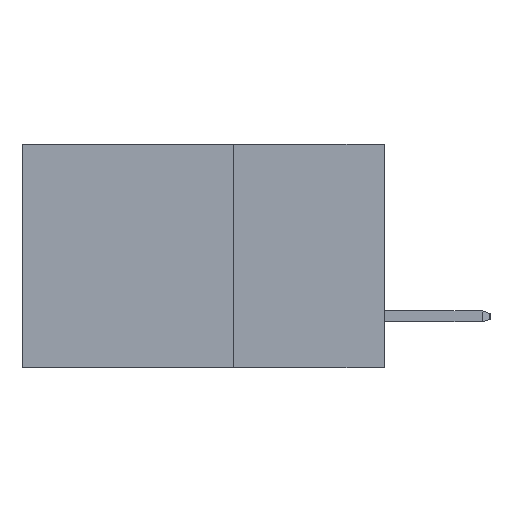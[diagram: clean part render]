
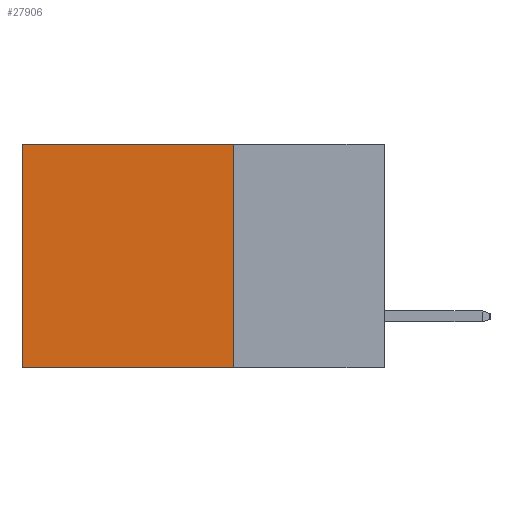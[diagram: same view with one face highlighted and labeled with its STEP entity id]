
A CAD part, left-side view. The second image highlights one B-rep face of the part: STEP entity #27906.
In plain terms, the highlighted planar face has unit normal (-1, 0, 0).
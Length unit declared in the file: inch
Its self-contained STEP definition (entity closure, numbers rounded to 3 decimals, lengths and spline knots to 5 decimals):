
#391 = CARTESIAN_POINT ( 'NONE',  ( 0.298, 0.6, 0. ) ) ;
#982 = CARTESIAN_POINT ( 'NONE',  ( 0.298, 0.25, -0.37 ) ) ;
#2716 = DIRECTION ( 'NONE',  ( 0., 0., -1. ) ) ;
#4177 = VERTEX_POINT ( 'NONE', #22148 ) ;
#6177 = CARTESIAN_POINT ( 'NONE',  ( 0.298, 0.25, 0. ) ) ;
#6291 = PLANE ( 'NONE',  #6578 ) ;
#6502 = ORIENTED_EDGE ( 'NONE', *, *, #19610, .F. ) ;
#6578 = AXIS2_PLACEMENT_3D ( 'NONE', #6177, #11334, #28530 ) ;
#6621 = DIRECTION ( 'NONE',  ( 0., 1., 0. ) ) ;
#6909 = CARTESIAN_POINT ( 'NONE',  ( 0.298, 0.25, 0. ) ) ;
#8042 = LINE ( 'NONE', #20826, #20569 ) ;
#8111 = EDGE_CURVE ( 'NONE', #22658, #14732, #12080, .T. ) ;
#8966 = EDGE_LOOP ( 'NONE', ( #10319, #6502, #12631, #9887 ) ) ;
#9887 = ORIENTED_EDGE ( 'NONE', *, *, #8111, .T. ) ;
#10319 = ORIENTED_EDGE ( 'NONE', *, *, #22415, .T. ) ;
#10892 = DIRECTION ( 'NONE',  ( 0., 1., 0. ) ) ;
#11334 = DIRECTION ( 'NONE',  ( 1., 0., 0. ) ) ;
#12055 = FACE_OUTER_BOUND ( 'NONE', #8966, .T. ) ;
#12078 = CARTESIAN_POINT ( 'NONE',  ( 0.298, 0.6, -0.37 ) ) ;
#12080 = LINE ( 'NONE', #6909, #30833 ) ;
#12631 = ORIENTED_EDGE ( 'NONE', *, *, #29086, .F. ) ;
#13717 = VECTOR ( 'NONE', #10892, 39.37008 ) ;
#14732 = VERTEX_POINT ( 'NONE', #391 ) ;
#16167 = CARTESIAN_POINT ( 'NONE',  ( 0.298, 0.25, 0. ) ) ;
#19610 = EDGE_CURVE ( 'NONE', #4177, #27341, #20324, .T. ) ;
#20199 = CARTESIAN_POINT ( 'NONE',  ( 0.298, 0.6, 0. ) ) ;
#20324 = LINE ( 'NONE', #982, #13717 ) ;
#20569 = VECTOR ( 'NONE', #23291, 39.37008 ) ;
#20826 = CARTESIAN_POINT ( 'NONE',  ( 0.298, 0.25, 0. ) ) ;
#20867 = VECTOR ( 'NONE', #2716, 39.37008 ) ;
#22148 = CARTESIAN_POINT ( 'NONE',  ( 0.298, 0.25, -0.37 ) ) ;
#22415 = EDGE_CURVE ( 'NONE', #14732, #27341, #27321, .T. ) ;
#22658 = VERTEX_POINT ( 'NONE', #16167 ) ;
#23291 = DIRECTION ( 'NONE',  ( 0., 0., -1. ) ) ;
#27321 = LINE ( 'NONE', #20199, #20867 ) ;
#27341 = VERTEX_POINT ( 'NONE', #12078 ) ;
#27906 = ADVANCED_FACE ( 'NONE', ( #12055 ), #6291, .F. ) ;
#28530 = DIRECTION ( 'NONE',  ( 0., 0., -1. ) ) ;
#29086 = EDGE_CURVE ( 'NONE', #22658, #4177, #8042, .T. ) ;
#30833 = VECTOR ( 'NONE', #6621, 39.37008 ) ;
